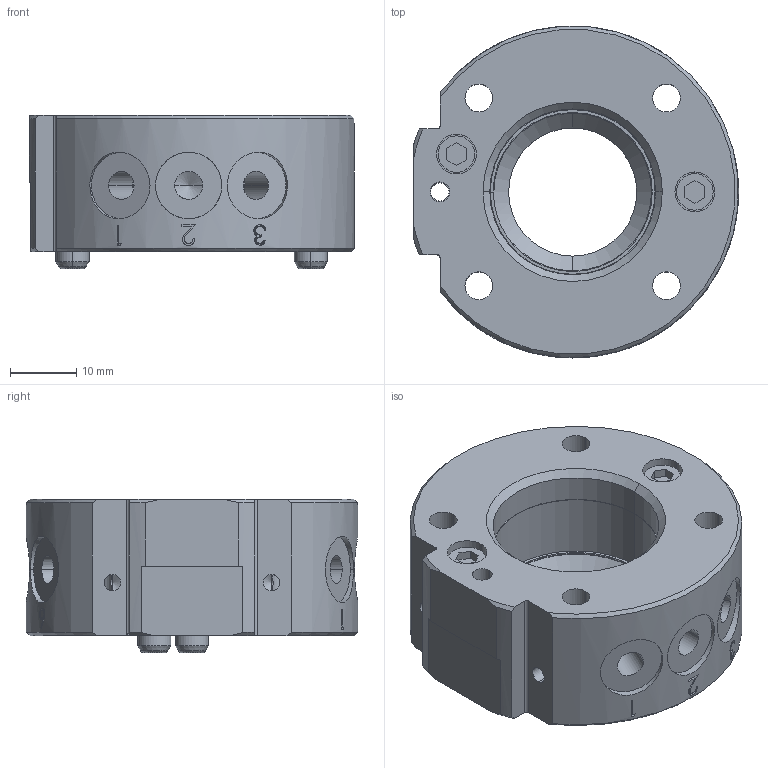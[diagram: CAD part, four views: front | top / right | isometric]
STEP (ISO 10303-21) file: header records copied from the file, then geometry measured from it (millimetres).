
FILE_DESCRIPTION (( 'STEP AP214' ), '1' );
FILE_NAME ('ATI-9120-011T-000-000.STEP', '2020-07-31T20:08:21', ( '' ), ( '' ), 'SwSTEP 2.0', 'SolidWorks 2020', '' );
FILE_SCHEMA (( 'AUTOMOTIVE_DESIGN' ));
Length unit declared in the file: inch
Products named in the file (2): 011T; ATI-9120-011T-000-000
Assembly tree (1 placements, depth 2):
  ATI-9120-011T-000-000
    011T
Bounding box: 49.01 x 50.01 x 23.11 mm (x, y, z)
Volume: 27656.2 mm3; surface area: 11308 mm2
Topology: 1 solids, 3 shells, 286 faces, 724 edges, 458 vertices
Faces by surface type: cylinder 105, plane 87, cone 48, bspline 37, torus 9
Entity records: 11069 total; most frequent: CARTESIAN_POINT 4285, ORIENTED_EDGE 1416, DIRECTION 1347, EDGE_CURVE 708, AXIS2_PLACEMENT_3D 522, VERTEX_POINT 458, EDGE_LOOP 350, LINE 303
